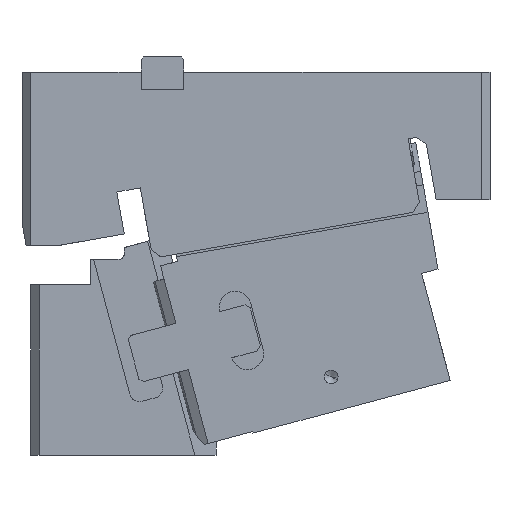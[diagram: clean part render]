
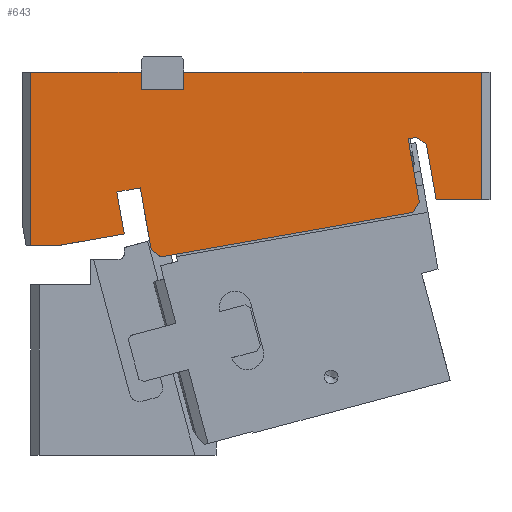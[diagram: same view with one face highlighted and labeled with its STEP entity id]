
A CAD part, front view. The second image highlights one B-rep face of the part: STEP entity #643.
In plain terms, the highlighted planar face has unit normal (0, -1, 0).
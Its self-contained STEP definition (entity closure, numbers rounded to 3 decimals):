
#91=CARTESIAN_POINT('Vertex',(-120.493,-42.5,142.028)) ;
#94=CARTESIAN_POINT('Line Origine',(-127.387,-42.5,140.812)) ;
#98=CARTESIAN_POINT('Vertex',(-134.281,-42.5,139.597)) ;
#471=CARTESIAN_POINT('Axis2P3D Location',(-190.,-42.5,210.)) ;
#476=CARTESIAN_POINT('Line Origine',(-117.281,-42.5,123.809)) ;
#480=CARTESIAN_POINT('Vertex',(-114.068,-42.5,105.59)) ;
#483=CARTESIAN_POINT('Line Origine',(-111.23,-42.5,103.603)) ;
#487=CARTESIAN_POINT('Vertex',(-108.392,-42.5,101.615)) ;
#491=CARTESIAN_POINT('Control Point',(-108.276,-42.5,101.534)) ;
#492=CARTESIAN_POINT('Control Point',(-108.392,-42.5,101.615)) ;
#493=CARTESIAN_POINT('Vertex',(-108.276,-42.5,101.534)) ;
#496=CARTESIAN_POINT('Line Origine',(-34.416,-42.5,114.558)) ;
#500=CARTESIAN_POINT('Vertex',(39.445,-42.5,127.582)) ;
#504=CARTESIAN_POINT('Control Point',(39.526,-42.5,127.697)) ;
#505=CARTESIAN_POINT('Control Point',(39.445,-42.5,127.582)) ;
#506=CARTESIAN_POINT('Vertex',(39.526,-42.5,127.697)) ;
#509=CARTESIAN_POINT('Line Origine',(41.513,-42.5,130.536)) ;
#513=CARTESIAN_POINT('Vertex',(43.501,-42.5,133.374)) ;
#516=CARTESIAN_POINT('Line Origine',(40.201,-42.5,152.085)) ;
#520=CARTESIAN_POINT('Vertex',(36.902,-42.5,170.797)) ;
#523=CARTESIAN_POINT('Line Origine',(39.364,-42.5,171.231)) ;
#527=CARTESIAN_POINT('Vertex',(41.826,-42.5,171.665)) ;
#530=CARTESIAN_POINT('Line Origine',(44.722,-42.5,169.637)) ;
#534=CARTESIAN_POINT('Vertex',(47.618,-42.5,167.609)) ;
#537=CARTESIAN_POINT('Line Origine',(50.493,-42.5,151.304)) ;
#541=CARTESIAN_POINT('Vertex',(53.368,-42.5,135.)) ;
#544=CARTESIAN_POINT('Line Origine',(66.684,-42.5,135.)) ;
#548=CARTESIAN_POINT('Vertex',(80.,-42.5,135.)) ;
#551=CARTESIAN_POINT('Line Origine',(80.,-42.5,172.5)) ;
#555=CARTESIAN_POINT('Vertex',(80.,-42.5,210.)) ;
#558=CARTESIAN_POINT('Line Origine',(-7.5,-42.5,210.)) ;
#562=CARTESIAN_POINT('Vertex',(-95.,-42.5,210.)) ;
#565=CARTESIAN_POINT('Line Origine',(-95.,-42.5,205.)) ;
#569=CARTESIAN_POINT('Vertex',(-95.,-42.5,200.)) ;
#572=CARTESIAN_POINT('Line Origine',(-107.5,-42.5,200.)) ;
#576=CARTESIAN_POINT('Vertex',(-120.,-42.5,200.)) ;
#579=CARTESIAN_POINT('Line Origine',(-120.,-42.5,205.)) ;
#583=CARTESIAN_POINT('Vertex',(-120.,-42.5,210.)) ;
#586=CARTESIAN_POINT('Line Origine',(-152.5,-42.5,210.)) ;
#590=CARTESIAN_POINT('Vertex',(-185.,-42.5,210.)) ;
#593=CARTESIAN_POINT('Line Origine',(-185.,-42.5,159.)) ;
#597=CARTESIAN_POINT('Vertex',(-185.,-42.5,108.)) ;
#600=CARTESIAN_POINT('Line Origine',(-177.253,-42.5,108.)) ;
#604=CARTESIAN_POINT('Vertex',(-169.507,-42.5,108.)) ;
#607=CARTESIAN_POINT('Line Origine',(-149.723,-42.5,111.488)) ;
#611=CARTESIAN_POINT('Vertex',(-129.94,-42.5,114.977)) ;
#614=CARTESIAN_POINT('Line Origine',(-132.11,-42.5,127.287)) ;
#95=DIRECTION('Vector Direction',(0.985,0.,0.174)) ;
#472=DIRECTION('Axis2P3D Direction',(0.,-1.,0.)) ;
#473=DIRECTION('Axis2P3D XDirection',(1.,0.,0.)) ;
#477=DIRECTION('Vector Direction',(-0.174,0.,0.985)) ;
#484=DIRECTION('Vector Direction',(0.819,0.,-0.574)) ;
#497=DIRECTION('Vector Direction',(0.985,0.,0.174)) ;
#510=DIRECTION('Vector Direction',(0.574,0.,0.819)) ;
#517=DIRECTION('Vector Direction',(-0.174,0.,0.985)) ;
#524=DIRECTION('Vector Direction',(0.985,0.,0.174)) ;
#531=DIRECTION('Vector Direction',(0.819,0.,-0.574)) ;
#538=DIRECTION('Vector Direction',(0.174,0.,-0.985)) ;
#545=DIRECTION('Vector Direction',(1.,0.,0.)) ;
#552=DIRECTION('Vector Direction',(0.,0.,1.)) ;
#559=DIRECTION('Vector Direction',(-1.,0.,0.)) ;
#566=DIRECTION('Vector Direction',(0.,0.,1.)) ;
#573=DIRECTION('Vector Direction',(1.,0.,0.)) ;
#580=DIRECTION('Vector Direction',(0.,0.,1.)) ;
#587=DIRECTION('Vector Direction',(-1.,0.,0.)) ;
#594=DIRECTION('Vector Direction',(0.,0.,-1.)) ;
#601=DIRECTION('Vector Direction',(1.,0.,0.)) ;
#608=DIRECTION('Vector Direction',(-0.985,0.,-0.174)) ;
#615=DIRECTION('Vector Direction',(-0.174,0.,0.985)) ;
#474=AXIS2_PLACEMENT_3D('Plane Axis2P3D',#471,#472,#473) ;
#620=ORIENTED_EDGE('',*,*,#482,.F.) ;
#621=ORIENTED_EDGE('',*,*,#489,.T.) ;
#622=ORIENTED_EDGE('',*,*,#495,.F.) ;
#623=ORIENTED_EDGE('',*,*,#502,.T.) ;
#624=ORIENTED_EDGE('',*,*,#508,.F.) ;
#625=ORIENTED_EDGE('',*,*,#515,.T.) ;
#626=ORIENTED_EDGE('',*,*,#522,.T.) ;
#627=ORIENTED_EDGE('',*,*,#529,.T.) ;
#628=ORIENTED_EDGE('',*,*,#536,.T.) ;
#629=ORIENTED_EDGE('',*,*,#543,.T.) ;
#630=ORIENTED_EDGE('',*,*,#550,.T.) ;
#631=ORIENTED_EDGE('',*,*,#557,.T.) ;
#632=ORIENTED_EDGE('',*,*,#564,.T.) ;
#633=ORIENTED_EDGE('',*,*,#571,.F.) ;
#634=ORIENTED_EDGE('',*,*,#578,.F.) ;
#635=ORIENTED_EDGE('',*,*,#585,.T.) ;
#636=ORIENTED_EDGE('',*,*,#592,.T.) ;
#637=ORIENTED_EDGE('',*,*,#599,.T.) ;
#638=ORIENTED_EDGE('',*,*,#606,.T.) ;
#639=ORIENTED_EDGE('',*,*,#613,.F.) ;
#640=ORIENTED_EDGE('',*,*,#618,.T.) ;
#641=ORIENTED_EDGE('',*,*,#100,.T.) ;
#96=VECTOR('Line Direction',#95,1.) ;
#478=VECTOR('Line Direction',#477,1.) ;
#485=VECTOR('Line Direction',#484,1.) ;
#498=VECTOR('Line Direction',#497,1.) ;
#511=VECTOR('Line Direction',#510,1.) ;
#518=VECTOR('Line Direction',#517,1.) ;
#525=VECTOR('Line Direction',#524,1.) ;
#532=VECTOR('Line Direction',#531,1.) ;
#539=VECTOR('Line Direction',#538,1.) ;
#546=VECTOR('Line Direction',#545,1.) ;
#553=VECTOR('Line Direction',#552,1.) ;
#560=VECTOR('Line Direction',#559,1.) ;
#567=VECTOR('Line Direction',#566,1.) ;
#574=VECTOR('Line Direction',#573,1.) ;
#581=VECTOR('Line Direction',#580,1.) ;
#588=VECTOR('Line Direction',#587,1.) ;
#595=VECTOR('Line Direction',#594,1.) ;
#602=VECTOR('Line Direction',#601,1.) ;
#609=VECTOR('Line Direction',#608,1.) ;
#616=VECTOR('Line Direction',#615,1.) ;
#643=ADVANCED_FACE('CAM HOLDER',(#642),#475,.T.) ;
#490=B_SPLINE_CURVE_WITH_KNOTS('',1,(#491,#492),.UNSPECIFIED.,.F.,.U.,(2,2),(0.,0.141),.UNSPECIFIED.) ;
#503=B_SPLINE_CURVE_WITH_KNOTS('',1,(#504,#505),.UNSPECIFIED.,.F.,.U.,(2,2),(0.,0.141),.UNSPECIFIED.) ;
#100=EDGE_CURVE('',#99,#92,#97,.T.) ;
#482=EDGE_CURVE('',#481,#92,#479,.T.) ;
#489=EDGE_CURVE('',#481,#488,#486,.T.) ;
#495=EDGE_CURVE('',#494,#488,#490,.T.) ;
#502=EDGE_CURVE('',#494,#501,#499,.T.) ;
#508=EDGE_CURVE('',#507,#501,#503,.T.) ;
#515=EDGE_CURVE('',#507,#514,#512,.T.) ;
#522=EDGE_CURVE('',#514,#521,#519,.T.) ;
#529=EDGE_CURVE('',#521,#528,#526,.T.) ;
#536=EDGE_CURVE('',#528,#535,#533,.T.) ;
#543=EDGE_CURVE('',#535,#542,#540,.T.) ;
#550=EDGE_CURVE('',#542,#549,#547,.T.) ;
#557=EDGE_CURVE('',#549,#556,#554,.T.) ;
#564=EDGE_CURVE('',#556,#563,#561,.T.) ;
#571=EDGE_CURVE('',#570,#563,#568,.T.) ;
#578=EDGE_CURVE('',#577,#570,#575,.T.) ;
#585=EDGE_CURVE('',#577,#584,#582,.T.) ;
#592=EDGE_CURVE('',#584,#591,#589,.T.) ;
#599=EDGE_CURVE('',#591,#598,#596,.T.) ;
#606=EDGE_CURVE('',#598,#605,#603,.T.) ;
#613=EDGE_CURVE('',#612,#605,#610,.T.) ;
#618=EDGE_CURVE('',#612,#99,#617,.T.) ;
#619=EDGE_LOOP('',(#620,#621,#622,#623,#624,#625,#626,#627,#628,#629,#630,#631,#632,#633,#634,#635,#636,#637,#638,#639,#640,#641)) ;
#642=FACE_OUTER_BOUND('',#619,.T.) ;
#97=LINE('Line',#94,#96) ;
#479=LINE('Line',#476,#478) ;
#486=LINE('Line',#483,#485) ;
#499=LINE('Line',#496,#498) ;
#512=LINE('Line',#509,#511) ;
#519=LINE('Line',#516,#518) ;
#526=LINE('Line',#523,#525) ;
#533=LINE('Line',#530,#532) ;
#540=LINE('Line',#537,#539) ;
#547=LINE('Line',#544,#546) ;
#554=LINE('Line',#551,#553) ;
#561=LINE('Line',#558,#560) ;
#568=LINE('Line',#565,#567) ;
#575=LINE('Line',#572,#574) ;
#582=LINE('Line',#579,#581) ;
#589=LINE('Line',#586,#588) ;
#596=LINE('Line',#593,#595) ;
#603=LINE('Line',#600,#602) ;
#610=LINE('Line',#607,#609) ;
#617=LINE('Line',#614,#616) ;
#475=PLANE('Plane',#474) ;
#92=VERTEX_POINT('',#91) ;
#99=VERTEX_POINT('',#98) ;
#481=VERTEX_POINT('',#480) ;
#488=VERTEX_POINT('',#487) ;
#494=VERTEX_POINT('',#493) ;
#501=VERTEX_POINT('',#500) ;
#507=VERTEX_POINT('',#506) ;
#514=VERTEX_POINT('',#513) ;
#521=VERTEX_POINT('',#520) ;
#528=VERTEX_POINT('',#527) ;
#535=VERTEX_POINT('',#534) ;
#542=VERTEX_POINT('',#541) ;
#549=VERTEX_POINT('',#548) ;
#556=VERTEX_POINT('',#555) ;
#563=VERTEX_POINT('',#562) ;
#570=VERTEX_POINT('',#569) ;
#577=VERTEX_POINT('',#576) ;
#584=VERTEX_POINT('',#583) ;
#591=VERTEX_POINT('',#590) ;
#598=VERTEX_POINT('',#597) ;
#605=VERTEX_POINT('',#604) ;
#612=VERTEX_POINT('',#611) ;
